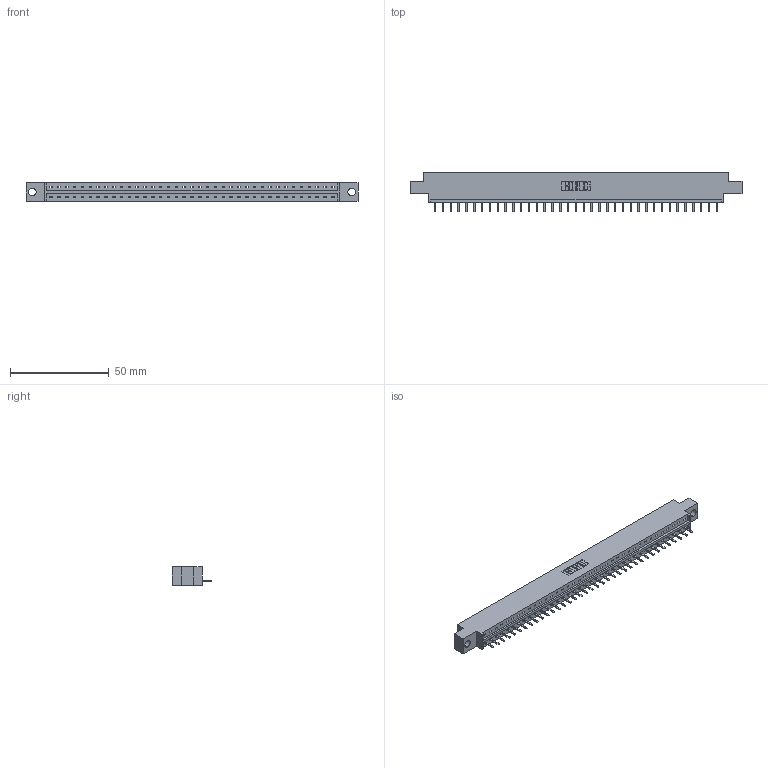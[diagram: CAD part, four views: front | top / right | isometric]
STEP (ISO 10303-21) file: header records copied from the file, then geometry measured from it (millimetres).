
FILE_DESCRIPTION (( 'STEP AP203' ), '1' );
FILE_NAME ('833-037-520-604.STEP', '2020-06-03T04:44:19', ( '' ), ( '' ), 'SwSTEP 2.0', 'SolidWorks 2020', '' );
FILE_SCHEMA (( 'CONFIG_CONTROL_DESIGN' ));
Length unit declared in the file: inch
Products named in the file (3): 833 Part_Offset - .156 Dia - TH; 345-292-001_345-293-120; 833-037-520-604
Assembly tree (38 placements, depth 2):
  833-037-520-604
    833 Part_Offset - .156 Dia - TH
    345-292-001_345-293-120  x37
Bounding box: 168.15 x 20.02 x 9.4 mm (x, y, z)
Volume: 16455.3 mm3; surface area: 17391.7 mm2
Topology: 38 solids, 38 shells, 2412 faces, 7131 edges, 4654 vertices
Faces by surface type: plane 1702, cylinder 710
Entity records: 23515 total; most frequent: CARTESIAN_POINT 4077, ORIENTED_EDGE 4038, DIRECTION 3437, EDGE_CURVE 2019, VECTOR 1887, LINE 1887, VERTEX_POINT 1342, AXIS2_PLACEMENT_3D 775
